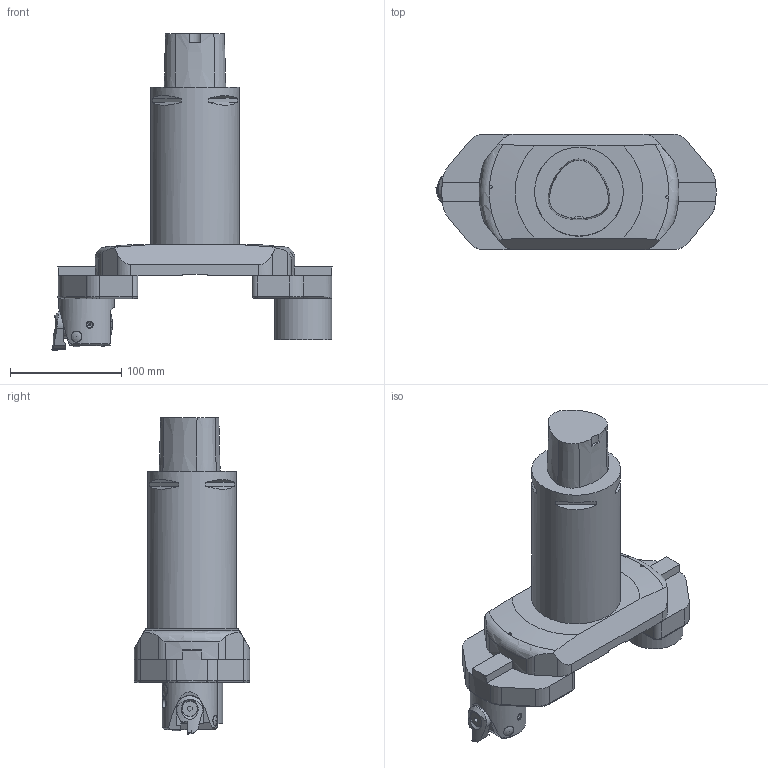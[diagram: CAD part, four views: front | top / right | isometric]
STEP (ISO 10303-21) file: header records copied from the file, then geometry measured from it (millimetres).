
FILE_DESCRIPTION(/* description */ (''),/* implementation_level */ '2;1');
FILE_NAME(/* name */ '1570430626269.stp',/* time_stamp */ '2019-10-07T08:43:54+02:00',/* author */ (''),/* organization */ ('SMS'),/* preprocessor_version */ 'ST-DEVELOPER v16.7',/* originating_system */ 'SIEMENS PLM Software NX 12.0',/* authorisation */ '');
FILE_SCHEMA (('AUTOMOTIVE_DESIGN { 1 0 10303 214 3 1 1 1 }'));
Length unit declared in the file: millimetre
Products named in the file (10): IsoTurningInsert; 202218016mod000_00; ASSEMBLY_CONSTRUCTION; 111165470mod000_01; 202506096mod000_00; 111169585mod000_01; 111166888mod000_01; 111169226mod000_01; 202573193mod000_00
Assembly tree (9 placements, depth 3):
  202573193mod000_00
    111166888mod000_01
    111169585mod000_01
    202506096mod000_00
    ASSEMBLY_CONSTRUCTION
    111165470mod000_01
    111169226mod000_01
      ASSEMBLY_CONSTRUCTION
      202218016mod000_00
      IsoTurningInsert
Bounding box: 252.21 x 104 x 285 mm (x, y, z)
Volume: 1600593.1 mm3; surface area: 158409.5 mm2
Topology: 7 solids, 8 shells, 575 faces, 1586 edges, 1065 vertices
Faces by surface type: plane 334, cylinder 130, cone 86, torus 17, sphere 7, bspline 1
Full cylindrical faces by diameter (mm): 1 x1, 1.5 x1, 2.5 x2, 2.8 x2, 4.7 x1, 5 x1, 5.015 x1, 6 x1, 6.25 x1, 8 x1, 8.5 x1, 10.018 x2, 12.021 x1, 13.6 x1, 24 x2, 34 x2, 49.987 x1, 50.2 x1, 51.6 x1, 80 x1
Entity records: 19200 total; most frequent: CARTESIAN_POINT 4511, ORIENTED_EDGE 2994, DIRECTION 2821, EDGE_CURVE 1497, AXIS2_PLACEMENT_3D 1036, VERTEX_POINT 1008, LINE 749, VECTOR 749
